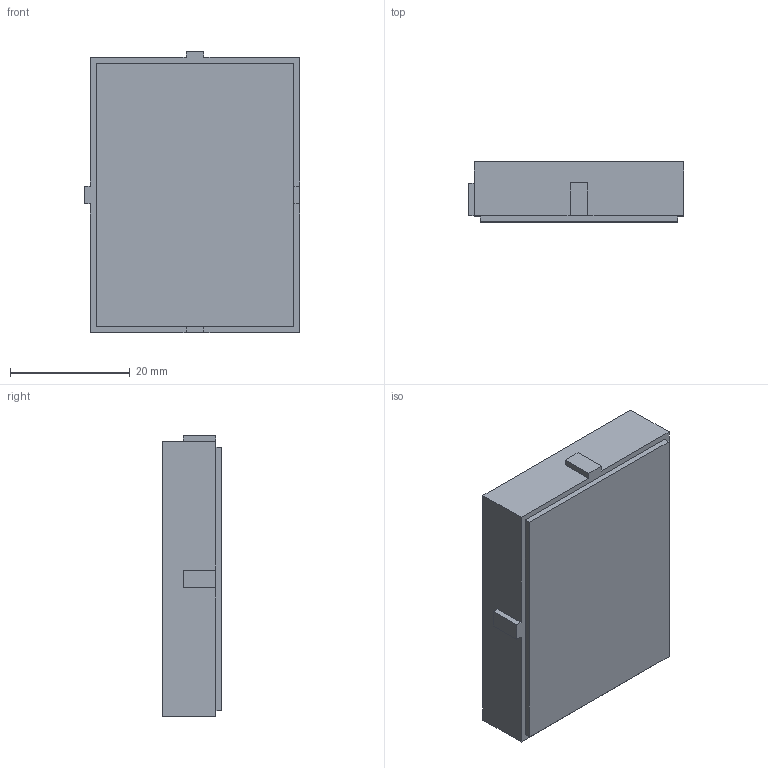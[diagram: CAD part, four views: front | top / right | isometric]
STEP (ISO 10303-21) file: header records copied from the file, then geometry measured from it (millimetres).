
FILE_DESCRIPTION(/* description */ (''),/* implementation_level */ '2;1');
FILE_NAME(/* name */ 'BREADBOARD.stp',/* time_stamp */ '2015-09-09T12:55:48+02:00',/* author */ ('René'),/* organization */ (''),/* preprocessor_version */ 'ST-DEVELOPER v15.6',/* originating_system */ 'Autodesk Inventor 2015',/* authorisation */ '');
FILE_SCHEMA (('AUTOMOTIVE_DESIGN { 1 0 10303 214 3 1 1 }'));
Length unit declared in the file: millimetre
Products named in the file (5): BREADBOARD_MINI; RAILS; BOTTOM; GOM; BREADBOARD
Assembly tree (37 placements, depth 2):
  BREADBOARD
    BREADBOARD_MINI
    RAILS  x34
    BOTTOM
    GOM
Bounding box: 36 x 10 x 47 mm (x, y, z)
Volume: 9915 mm3; surface area: 27623.3 mm2
Topology: 37 solids, 37 shells, 2384 faces, 6242 edges, 3934 vertices
Faces by surface type: plane 2102, cylinder 282
Full cylindrical faces by diameter (mm): 2 x4, 4 x2
Entity records: 47290 total; most frequent: CARTESIAN_POINT 8174, ORIENTED_EDGE 8116, DIRECTION 7364, EDGE_CURVE 4058, LINE 4020, VECTOR 4020, VERTEX_POINT 2482, EDGE_LOOP 1952
